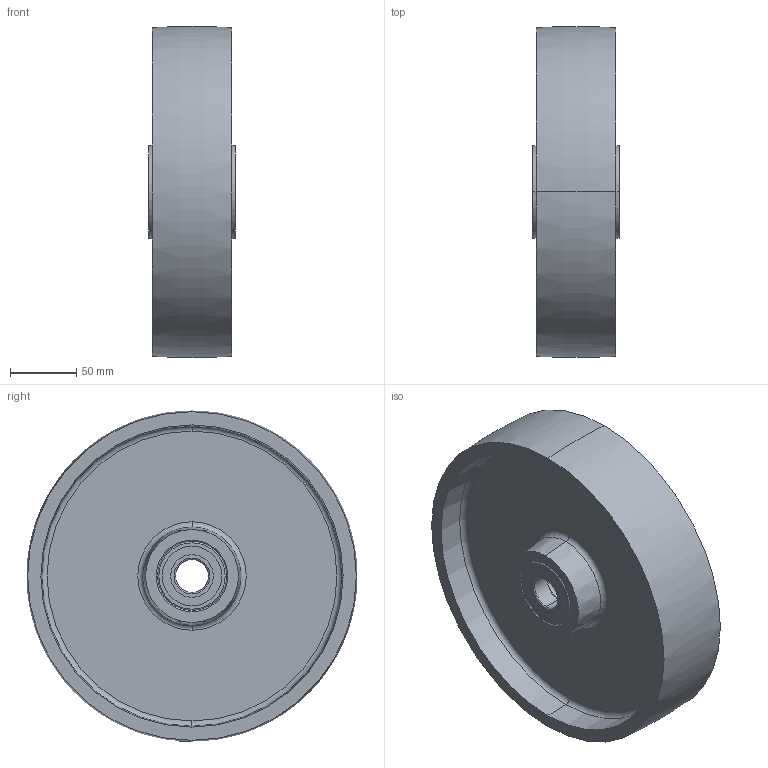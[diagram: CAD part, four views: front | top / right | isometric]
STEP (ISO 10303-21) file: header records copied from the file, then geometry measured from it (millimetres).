
FILE_DESCRIPTION (( 'STEP AP214' ), '1' );
FILE_NAME ('0032850.step', '2021-07-16T10:17:04', ( 'Windows-Benutzer' ), ( '' ), 'SwSTEP 2.0', 'SolidWorks 2020', '' );
FILE_SCHEMA (( 'AUTOMOTIVE_DESIGN' ));
Length unit declared in the file: millimetre
Products named in the file (1): 0032850
Bounding box: 65 x 249.61 x 249.78 mm (x, y, z)
Volume: 1200454.7 mm3; surface area: 222056 mm2
Topology: 11 solids, 11 shells, 158 faces, 322 edges, 196 vertices
Faces by surface type: cylinder 64, torus 47, plane 35, cone 12
Entity records: 6210 total; most frequent: DIRECTION 867, CARTESIAN_POINT 780, ORIENTED_EDGE 644, AXIS2_PLACEMENT_3D 393, EDGE_CURVE 322, CIRCLE 234, VERTEX_POINT 196, EDGE_LOOP 192
